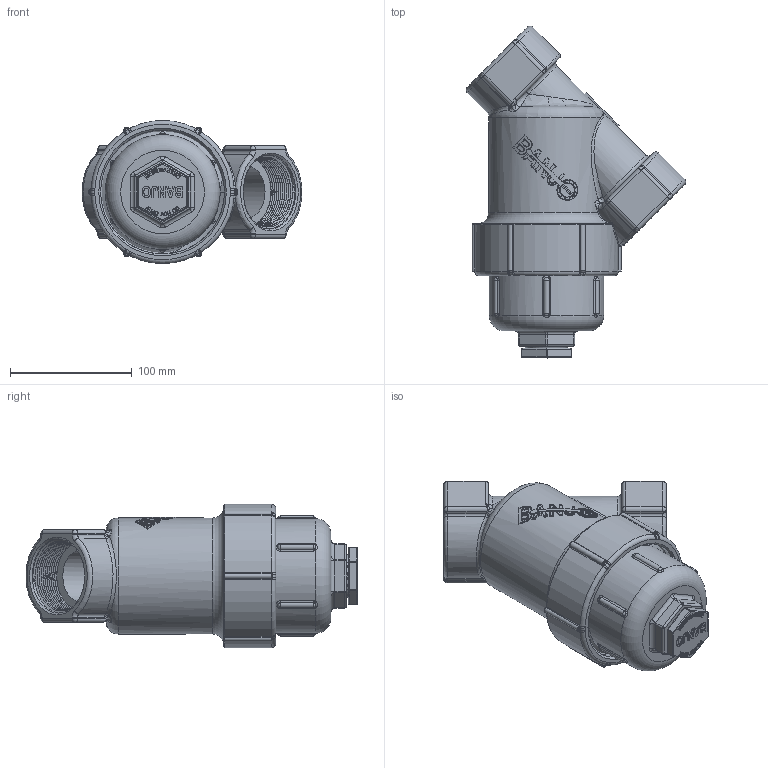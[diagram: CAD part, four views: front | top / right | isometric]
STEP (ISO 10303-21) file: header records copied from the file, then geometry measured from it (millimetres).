
FILE_DESCRIPTION(/* description */ ('2" LINE STRAINER 20 MESH'),/* implementation_level */ '2;1');
FILE_NAME(/* name */ 'LS200-20.stp',/* time_stamp */ '2023-07-21T08:43:50-04:00',/* author */ ('MJC'),/* organization */ (''),/* preprocessor_version */ 'ST-DEVELOPER v18.1',/* originating_system */ 'Autodesk Inventor 2022',/* authorisation */ '');
FILE_SCHEMA (('AUTOMOTIVE_DESIGN { 1 0 10303 214 3 1 1 }'));
Length unit declared in the file: inch
Products named in the file (8): LS200-20; LS200-B; LS150-C; LS150XC; LSQ200-PL; LSQ200-R; LS150-G; LS220
Assembly tree (7 placements, depth 3):
  LS200-20
    LS200-B
    LS150-C
      LS150XC
      LSQ200-PL
      LSQ200-R
    LS150-G
    LS220
Bounding box: 180.17 x 272.3 x 117.47 mm (x, y, z)
Volume: 886943.6 mm3; surface area: 311318.1 mm2
Topology: 6 solids, 6 shells, 1742 faces, 4495 edges, 2851 vertices
Faces by surface type: plane 845, bspline 419, cylinder 277, torus 87, cone 62, sphere 52
Full cylindrical faces by diameter (mm): 4.762 x1, 19.05 x1, 33.401 x1, 43.18 x2, 55.626 x1, 60.452 x1, 66.04 x1, 67.716 x2, 76.2 x1, 79.502 x1, 82.728 x1, 85.852 x1, 86.233 x1, 91.567 x1, 94.038 x3, 94.717 x3, 101.6 x6
Entity records: 71803 total; most frequent: CARTESIAN_POINT 31661, ORIENTED_EDGE 8926, DIRECTION 7148, EDGE_CURVE 4463, VERTEX_POINT 2851, AXIS2_PLACEMENT_3D 2399, LINE 2350, VECTOR 2350
